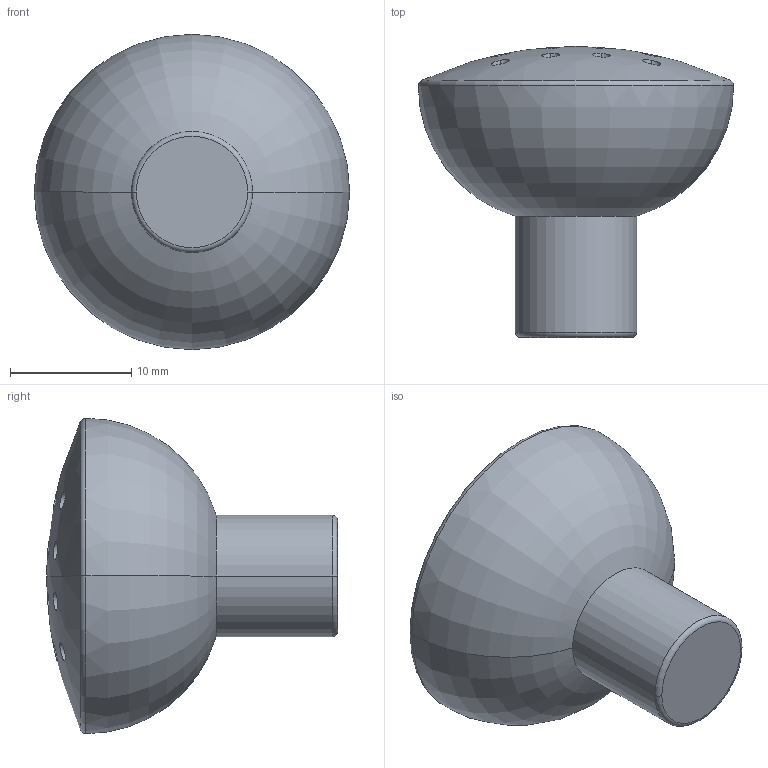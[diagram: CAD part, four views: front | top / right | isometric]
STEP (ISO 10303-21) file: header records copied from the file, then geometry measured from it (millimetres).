
FILE_DESCRIPTION (( 'STEP AP214' ), '1' );
FILE_NAME ('F002131,F002132,F002133,F002134,F002135_3D.step', '2022-07-07T08:08:30', ( '' ), ( '' ), 'SwSTEP 2.0', 'SolidWorks 2020', '' );
FILE_SCHEMA (( 'AUTOMOTIVE_DESIGN' ));
Length unit declared in the file: millimetre
Products named in the file (1): F002131,F002132,F002133,F002134,F002135_3D
Bounding box: 26 x 24 x 26 mm (x, y, z)
Surface area: 2473.8 mm2 (no closed solid volume)
Topology: 0 solids, 2 shells, 61 faces, 120 edges, 78 vertices
Faces by surface type: cylinder 34, sphere 20, torus 6, plane 1
Entity records: 2261 total; most frequent: CARTESIAN_POINT 1070, ORIENTED_EDGE 238, DIRECTION 202, EDGE_CURVE 120, AXIS2_PLACEMENT_3D 84, VERTEX_POINT 78, EDGE_LOOP 77, B_SPLINE_CURVE_WITH_KNOTS 64
